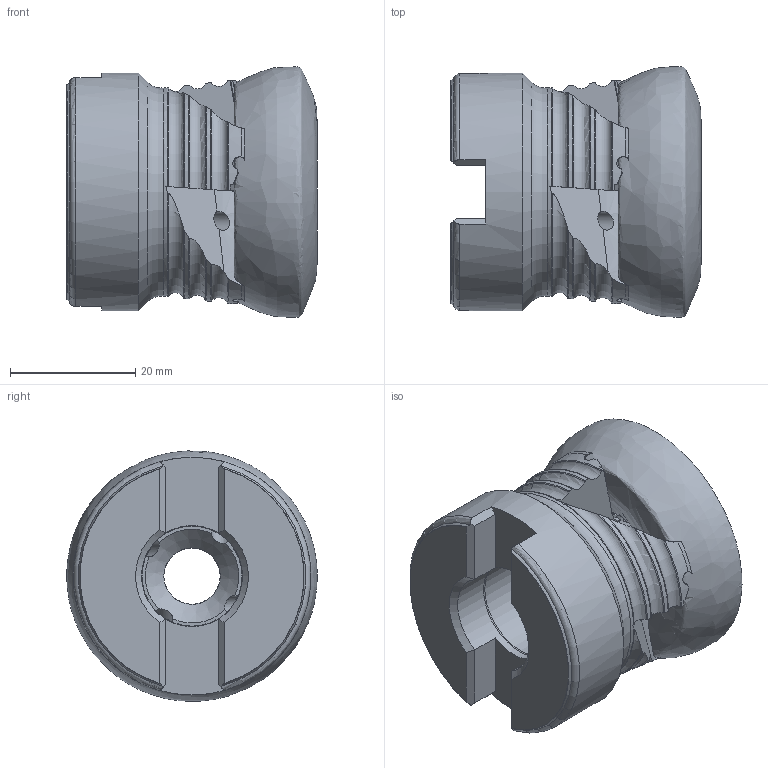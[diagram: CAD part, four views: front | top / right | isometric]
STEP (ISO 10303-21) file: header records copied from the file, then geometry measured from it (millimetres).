
FILE_DESCRIPTION (( 'STEP AP214' ), '1' );
FILE_NAME ('00PP-040-12-4.STEP', '2013-10-16T09:04:09', ( '' ), ( '' ), 'SwSTEP 2.0', 'SolidWorks 2013', '' );
FILE_SCHEMA (( 'AUTOMOTIVE_DESIGN' ));
Length unit declared in the file: millimetre
Products named in the file (1): 00PP-040-12-4
Bounding box: 40.04 x 40.05 x 40 mm (x, y, z)
Volume: 32325.8 mm3; surface area: 9677.7 mm2
Topology: 1 solids, 5 shells, 210 faces, 636 edges, 419 vertices
Faces by surface type: plane 97, torus 41, cone 38, cylinder 29, bspline 5
Full cylindrical faces by diameter (mm): 3 x4, 9 x1, 13 x1, 16 x1, 16.15 x1, 38 x1
Entity records: 10144 total; most frequent: CARTESIAN_POINT 5062, ORIENTED_EDGE 1210, DIRECTION 838, EDGE_CURVE 605, VERTEX_POINT 405, AXIS2_PLACEMENT_3D 343, B_SPLINE_CURVE_WITH_KNOTS 256, EDGE_LOOP 234
